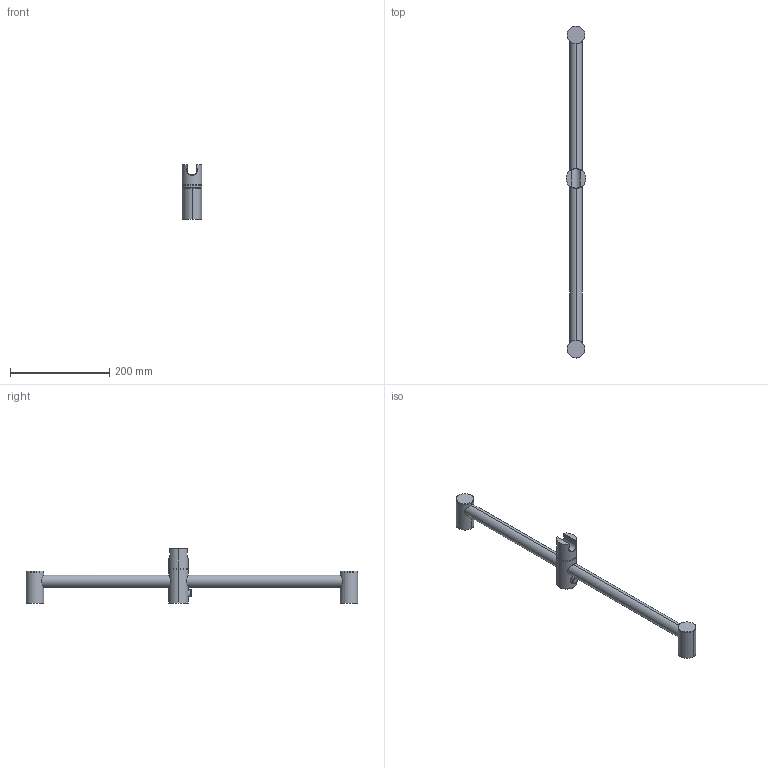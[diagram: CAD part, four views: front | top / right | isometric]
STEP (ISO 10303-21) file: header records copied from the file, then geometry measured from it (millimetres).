
FILE_DESCRIPTION (( 'STEP AP214' ), '1' );
FILE_NAME ('NTSR01_STEP_V10322.STEP', '2022-12-06T08:04:36', ( '' ), ( '' ), 'SwSTEP 2.0', 'SolidWorks 2019', '' );
FILE_SCHEMA (( 'AUTOMOTIVE_DESIGN' ));
Length unit declared in the file: millimetre
Products named in the file (1): NTSR01_STEP_V10322
Bounding box: 40 x 670 x 111 mm (x, y, z)
Volume: 261482.9 mm3; surface area: 151104 mm2
Topology: 8 solids, 8 shells, 80 faces, 178 edges, 112 vertices
Faces by surface type: cylinder 43, plane 23, torus 6, bspline 4, sphere 4
Entity records: 4687 total; most frequent: CARTESIAN_POINT 1963, DIRECTION 362, ORIENTED_EDGE 356, EDGE_CURVE 178, AXIS2_PLACEMENT_3D 153, VERTEX_POINT 112, UNCERTAINTY_MEASURE_WITH_UNIT 90, FILL_AREA_STYLE_COLOUR 89
